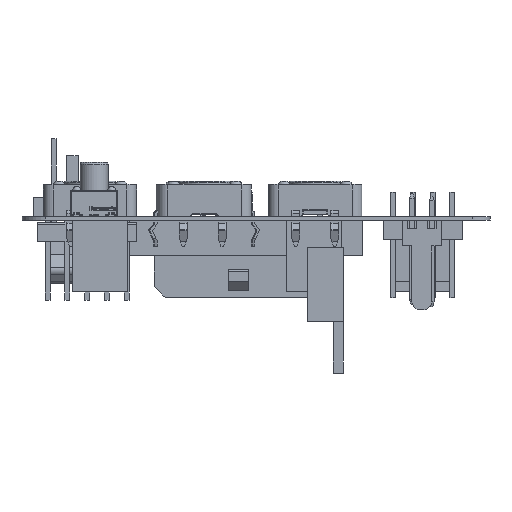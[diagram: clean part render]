
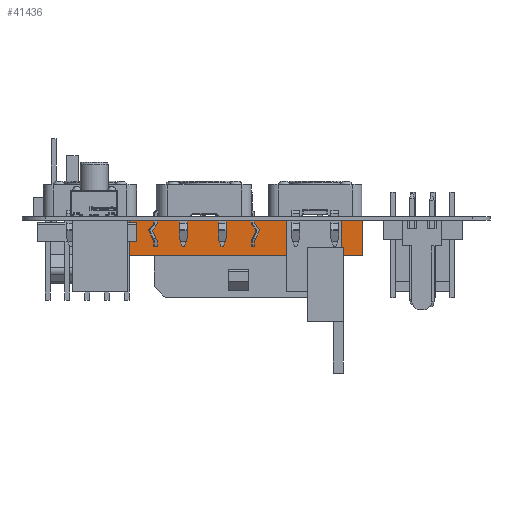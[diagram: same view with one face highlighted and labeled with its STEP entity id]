
A CAD part, left-side view. The second image highlights one B-rep face of the part: STEP entity #41436.
In plain terms, the highlighted planar face has unit normal (-1, 0, 0).
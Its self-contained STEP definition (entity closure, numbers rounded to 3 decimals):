
#41338 = EDGE_CURVE('',#41339,#41341,#41343,.T.);
#41339 = VERTEX_POINT('',#41340);
#41340 = CARTESIAN_POINT('',(-3.6,17.65,0.));
#41341 = VERTEX_POINT('',#41342);
#41342 = CARTESIAN_POINT('',(-3.6,17.65,4.58));
#41343 = LINE('',#41344,#41345);
#41344 = CARTESIAN_POINT('',(-3.6,17.65,0.));
#41345 = VECTOR('',#41346,1.);
#41346 = DIRECTION('',(0.,0.,1.));
#41411 = VERTEX_POINT('',#41412);
#41412 = CARTESIAN_POINT('',(-3.6,-17.65,4.58));
#41418 = EDGE_CURVE('',#41419,#41411,#41421,.T.);
#41419 = VERTEX_POINT('',#41420);
#41420 = CARTESIAN_POINT('',(-3.6,-17.65,0.));
#41421 = LINE('',#41422,#41423);
#41422 = CARTESIAN_POINT('',(-3.6,-17.65,0.));
#41423 = VECTOR('',#41424,1.);
#41424 = DIRECTION('',(0.,0.,1.));
#41436 = ADVANCED_FACE('',(#41437),#41453,.T.);
#41437 = FACE_BOUND('',#41438,.T.);
#41438 = EDGE_LOOP('',(#41439,#41440,#41446,#41447));
#41439 = ORIENTED_EDGE('',*,*,#41418,.T.);
#41440 = ORIENTED_EDGE('',*,*,#41441,.T.);
#41441 = EDGE_CURVE('',#41411,#41341,#41442,.T.);
#41442 = LINE('',#41443,#41444);
#41443 = CARTESIAN_POINT('',(-3.6,-17.65,4.58));
#41444 = VECTOR('',#41445,1.);
#41445 = DIRECTION('',(0.,1.,0.));
#41446 = ORIENTED_EDGE('',*,*,#41338,.F.);
#41447 = ORIENTED_EDGE('',*,*,#41448,.F.);
#41448 = EDGE_CURVE('',#41419,#41339,#41449,.T.);
#41449 = LINE('',#41450,#41451);
#41450 = CARTESIAN_POINT('',(-3.6,-17.65,0.));
#41451 = VECTOR('',#41452,1.);
#41452 = DIRECTION('',(0.,1.,0.));
#41453 = PLANE('',#41454);
#41454 = AXIS2_PLACEMENT_3D('',#41455,#41456,#41457);
#41455 = CARTESIAN_POINT('',(-3.6,-17.65,0.));
#41456 = DIRECTION('',(-1.,0.,0.));
#41457 = DIRECTION('',(0.,1.,0.));
